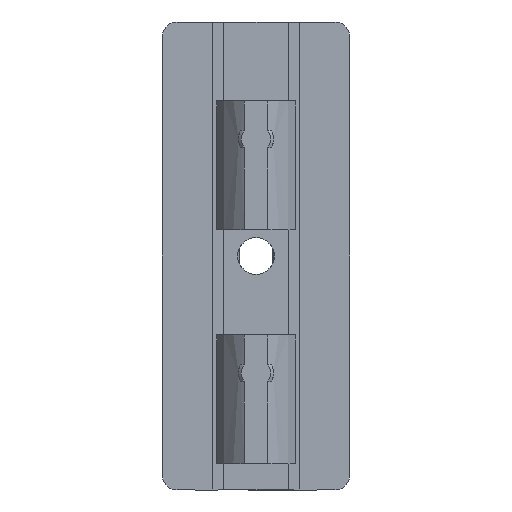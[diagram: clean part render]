
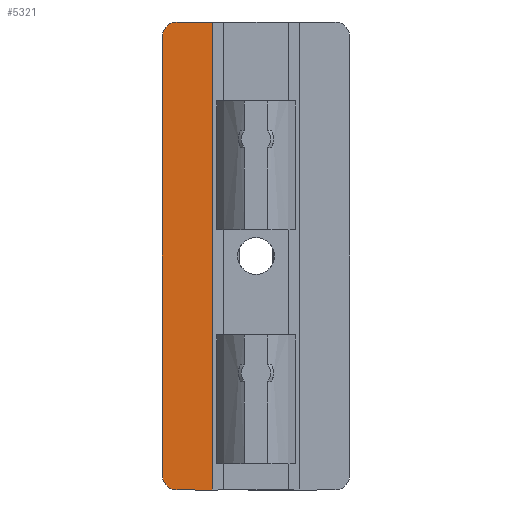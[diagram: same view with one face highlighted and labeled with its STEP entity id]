
A CAD part, front view. The second image highlights one B-rep face of the part: STEP entity #5321.
In plain terms, the highlighted planar face has unit normal (0, -1, 0).
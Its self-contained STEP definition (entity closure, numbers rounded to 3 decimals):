
#54 = CARTESIAN_POINT ( 'NONE',  ( -13.5, 5.6, -2. ) ) ;
#116 = DIRECTION ( 'NONE',  ( 0., 1., 0. ) ) ;
#149 = CARTESIAN_POINT ( 'NONE',  ( -13.5, 5.6, 73. ) ) ;
#212 = CARTESIAN_POINT ( 'NONE',  ( 0., 5.6, 75.5 ) ) ;
#603 = LINE ( 'NONE', #212, #5870 ) ;
#1067 = ORIENTED_EDGE ( 'NONE', *, *, #9166, .T. ) ;
#1315 = VERTEX_POINT ( 'NONE', #6080 ) ;
#1671 = DIRECTION ( 'NONE',  ( 0., 0., 1. ) ) ;
#2051 = ORIENTED_EDGE ( 'NONE', *, *, #3579, .F. ) ;
#2378 = VERTEX_POINT ( 'NONE', #6416 ) ;
#2399 = CARTESIAN_POINT ( 'NONE',  ( -16., 5.6, -2. ) ) ;
#2806 = AXIS2_PLACEMENT_3D ( 'NONE', #149, #116, #1671 ) ;
#2815 = VECTOR ( 'NONE', #2881, 1000. ) ;
#2881 = DIRECTION ( 'NONE',  ( 0., 0., 1. ) ) ;
#2962 = CARTESIAN_POINT ( 'NONE',  ( -7.5, 5.6, 75.5 ) ) ;
#2998 = AXIS2_PLACEMENT_3D ( 'NONE', #6420, #3231, #7249 ) ;
#3231 = DIRECTION ( 'NONE',  ( 0., 1., 0. ) ) ;
#3291 = CIRCLE ( 'NONE', #9817, 2.5 ) ;
#3579 = EDGE_CURVE ( 'NONE', #2378, #4188, #3291, .T. ) ;
#4188 = VERTEX_POINT ( 'NONE', #2399 ) ;
#4459 = LINE ( 'NONE', #6873, #2815 ) ;
#4909 = EDGE_CURVE ( 'NONE', #2378, #7325, #8055, .T. ) ;
#5321 = ADVANCED_FACE ( 'NONE', ( #8112 ), #7278, .F. ) ;
#5400 = VERTEX_POINT ( 'NONE', #5949 ) ;
#5470 = EDGE_CURVE ( 'NONE', #5400, #1315, #6135, .T. ) ;
#5665 = DIRECTION ( 'NONE',  ( 0., 1., 0. ) ) ;
#5870 = VECTOR ( 'NONE', #7409, 1000. ) ;
#5949 = CARTESIAN_POINT ( 'NONE',  ( -16., 5.6, 73. ) ) ;
#5977 = CARTESIAN_POINT ( 'NONE',  ( 0., 5.6, -4.5 ) ) ;
#6080 = CARTESIAN_POINT ( 'NONE',  ( -13.5, 5.6, 75.5 ) ) ;
#6135 = CIRCLE ( 'NONE', #2806, 2.5 ) ;
#6416 = CARTESIAN_POINT ( 'NONE',  ( -13.5, 5.6, -4.5 ) ) ;
#6420 = CARTESIAN_POINT ( 'NONE',  ( -16., 5.6, 75.5 ) ) ;
#6579 = ORIENTED_EDGE ( 'NONE', *, *, #9915, .F. ) ;
#6693 = VECTOR ( 'NONE', #9996, 1000. ) ;
#6873 = CARTESIAN_POINT ( 'NONE',  ( -16., 5.6, 75.5 ) ) ;
#7081 = VERTEX_POINT ( 'NONE', #7753 ) ;
#7249 = DIRECTION ( 'NONE',  ( 0., 0., 1. ) ) ;
#7278 = PLANE ( 'NONE',  #2998 ) ;
#7305 = ORIENTED_EDGE ( 'NONE', *, *, #4909, .T. ) ;
#7325 = VERTEX_POINT ( 'NONE', #7907 ) ;
#7409 = DIRECTION ( 'NONE',  ( -1., 0., 0. ) ) ;
#7543 = ORIENTED_EDGE ( 'NONE', *, *, #5470, .F. ) ;
#7753 = CARTESIAN_POINT ( 'NONE',  ( -7.5, 5.6, 75.5 ) ) ;
#7907 = CARTESIAN_POINT ( 'NONE',  ( -7.5, 5.6, -4.5 ) ) ;
#8055 = LINE ( 'NONE', #5977, #6693 ) ;
#8112 = FACE_OUTER_BOUND ( 'NONE', #9281, .T. ) ;
#8297 = EDGE_CURVE ( 'NONE', #7081, #7325, #9646, .T. ) ;
#8445 = VECTOR ( 'NONE', #8616, 1000. ) ;
#8616 = DIRECTION ( 'NONE',  ( 0., 0., -1. ) ) ;
#9166 = EDGE_CURVE ( 'NONE', #7081, #1315, #603, .T. ) ;
#9281 = EDGE_LOOP ( 'NONE', ( #7305, #10154, #1067, #7543, #6579, #2051 ) ) ;
#9646 = LINE ( 'NONE', #2962, #8445 ) ;
#9817 = AXIS2_PLACEMENT_3D ( 'NONE', #54, #5665, #10292 ) ;
#9915 = EDGE_CURVE ( 'NONE', #4188, #5400, #4459, .T. ) ;
#9996 = DIRECTION ( 'NONE',  ( 1., 0., 0. ) ) ;
#10154 = ORIENTED_EDGE ( 'NONE', *, *, #8297, .F. ) ;
#10292 = DIRECTION ( 'NONE',  ( 0., 0., -1. ) ) ;
